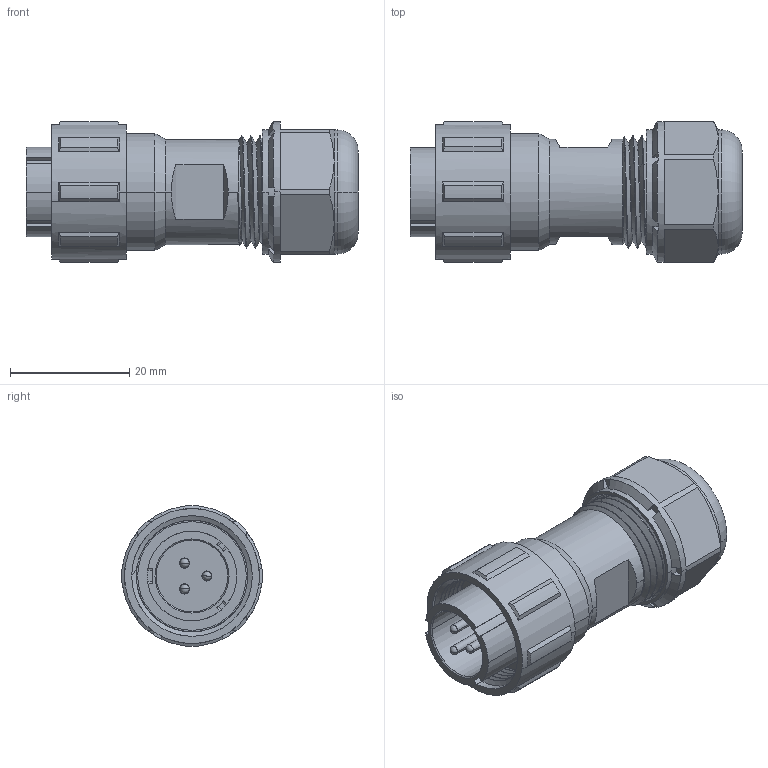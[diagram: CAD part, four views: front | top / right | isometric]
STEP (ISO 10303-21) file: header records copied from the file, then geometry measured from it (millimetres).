
FILE_DESCRIPTION((''),'2;1');
FILE_NAME('SP1710-P3','2015-03-24T',('Administrator'),(''),'PRO/ENGINEER BY PARAMETRIC TECHNOLOGY CORPORATION, 2009440','PRO/ENGINEER BY PARAMETRIC TECHNOLOGY CORPORATION, 2009440','');
FILE_SCHEMA(('CONFIG_CONTROL_DESIGN'));
Length unit declared in the file: millimetre
Products named in the file (1): SP1710-P3
Bounding box: 55.6 x 23.59 x 23.59 mm (x, y, z)
Volume: 13303.6 mm3; surface area: 9846.4 mm2
Topology: 1 solids, 7 shells, 436 faces, 1226 edges, 803 vertices
Faces by surface type: cylinder 176, plane 169, cone 55, bspline 26, sphere 6, torus 4
Entity records: 21304 total; most frequent: CARTESIAN_POINT 10205, ORIENTED_EDGE 2440, DIRECTION 2174, EDGE_CURVE 1220, AXIS2_PLACEMENT_3D 828, VERTEX_POINT 803, VECTOR 518, LINE 518
